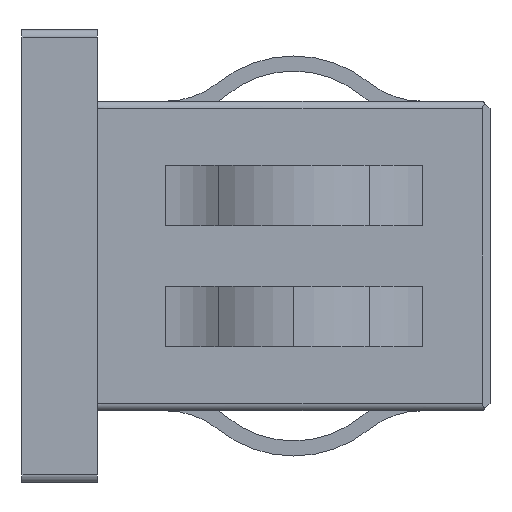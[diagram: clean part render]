
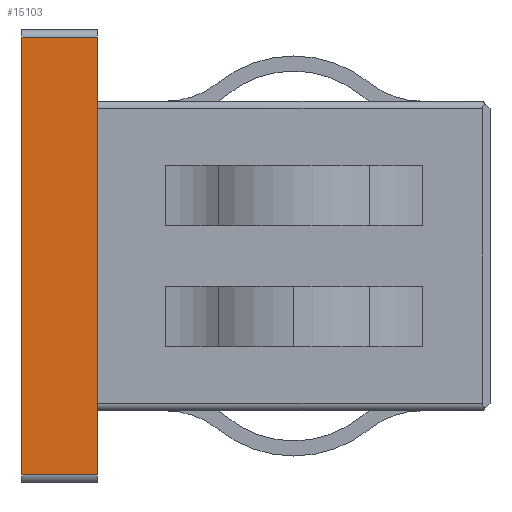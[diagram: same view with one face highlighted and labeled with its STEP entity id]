
A CAD part, left-side view. The second image highlights one B-rep face of the part: STEP entity #15103.
In plain terms, the highlighted planar face has unit normal (-1, 0, 0).
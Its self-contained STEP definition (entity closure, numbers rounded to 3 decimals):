
#515 = VERTEX_POINT ( 'NONE', #7583 ) ;
#1688 = EDGE_CURVE ( 'NONE', #515, #8778, #11229, .T. ) ;
#2115 = ORIENTED_EDGE ( 'NONE', *, *, #1688, .T. ) ;
#2242 = DIRECTION ( 'NONE',  ( 1., 0., 0. ) ) ;
#2835 = CARTESIAN_POINT ( 'NONE',  ( -25., 5., -14.5 ) ) ;
#3226 = CARTESIAN_POINT ( 'NONE',  ( -25., 0., -14.5 ) ) ;
#3416 = VECTOR ( 'NONE', #9860, 1000. ) ;
#3726 = VECTOR ( 'NONE', #16604, 1000. ) ;
#4092 = LINE ( 'NONE', #2835, #3416 ) ;
#4101 = ORIENTED_EDGE ( 'NONE', *, *, #14890, .T. ) ;
#4145 = ORIENTED_EDGE ( 'NONE', *, *, #12448, .F. ) ;
#4727 = LINE ( 'NONE', #13659, #16206 ) ;
#5516 = DIRECTION ( 'NONE',  ( 0., 0., -1. ) ) ;
#6175 = CARTESIAN_POINT ( 'NONE',  ( -25., 5., -15. ) ) ;
#6426 = VECTOR ( 'NONE', #10370, 1000. ) ;
#7583 = CARTESIAN_POINT ( 'NONE',  ( -25., 0., 14.5 ) ) ;
#8023 = CARTESIAN_POINT ( 'NONE',  ( -25., 5., 14.5 ) ) ;
#8778 = VERTEX_POINT ( 'NONE', #8023 ) ;
#9525 = EDGE_CURVE ( 'NONE', #11258, #515, #4727, .T. ) ;
#9860 = DIRECTION ( 'NONE',  ( 0., -1., 0. ) ) ;
#10370 = DIRECTION ( 'NONE',  ( 0., 0., 1. ) ) ;
#10805 = ORIENTED_EDGE ( 'NONE', *, *, #9525, .T. ) ;
#11229 = LINE ( 'NONE', #15171, #3726 ) ;
#11258 = VERTEX_POINT ( 'NONE', #3226 ) ;
#11360 = FACE_OUTER_BOUND ( 'NONE', #14198, .T. ) ;
#11726 = VERTEX_POINT ( 'NONE', #17240 ) ;
#12364 = LINE ( 'NONE', #6175, #6426 ) ;
#12448 = EDGE_CURVE ( 'NONE', #11726, #8778, #12364, .T. ) ;
#12514 = CARTESIAN_POINT ( 'NONE',  ( -25., 5., -15. ) ) ;
#13659 = CARTESIAN_POINT ( 'NONE',  ( -25., 0., -15. ) ) ;
#14198 = EDGE_LOOP ( 'NONE', ( #4145, #4101, #10805, #2115 ) ) ;
#14890 = EDGE_CURVE ( 'NONE', #11726, #11258, #4092, .T. ) ;
#15076 = DIRECTION ( 'NONE',  ( 0., 0., 1. ) ) ;
#15103 = ADVANCED_FACE ( 'NONE', ( #11360 ), #17751, .F. ) ;
#15171 = CARTESIAN_POINT ( 'NONE',  ( -25., 5., 14.5 ) ) ;
#16206 = VECTOR ( 'NONE', #15076, 1000. ) ;
#16604 = DIRECTION ( 'NONE',  ( 0., 1., 0. ) ) ;
#17240 = CARTESIAN_POINT ( 'NONE',  ( -25., 5., -14.5 ) ) ;
#17751 = PLANE ( 'NONE',  #17885 ) ;
#17885 = AXIS2_PLACEMENT_3D ( 'NONE', #12514, #2242, #5516 ) ;
